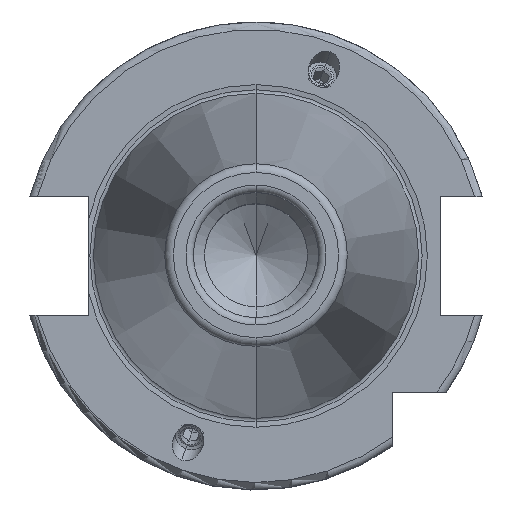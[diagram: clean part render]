
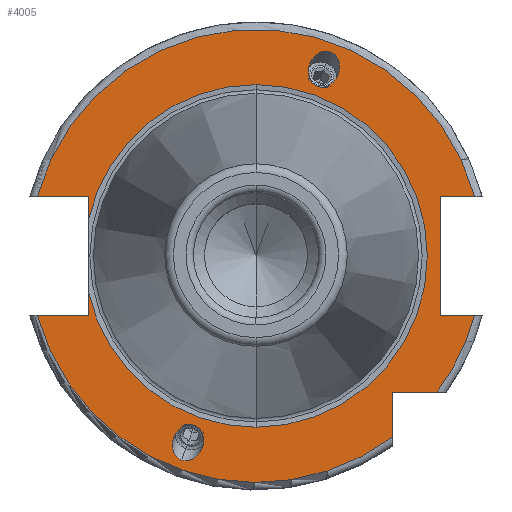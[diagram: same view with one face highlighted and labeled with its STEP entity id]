
A CAD part, top view. The second image highlights one B-rep face of the part: STEP entity #4005.
In plain terms, the highlighted planar face has unit normal (0, 0, 1).
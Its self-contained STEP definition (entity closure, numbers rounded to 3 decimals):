
#301=CARTESIAN_POINT('',(0,0,18.1));
#302=DIRECTION('',(0,0,1));
#303=DIRECTION('',(0,1,0));
#304=AXIS2_PLACEMENT_3D('',#301,#302,#303);
#314=CARTESIAN_POINT('',(0,0,18.1));
#315=DIRECTION('',(0,0,1));
#316=DIRECTION('',(-0.976,-0.22,0));
#317=AXIS2_PLACEMENT_3D('',#314,#315,#316);
#738=CARTESIAN_POINT('',(0,0,18.1));
#739=DIRECTION('',(0,0,1));
#740=DIRECTION('',(0.965,0.262,0));
#741=AXIS2_PLACEMENT_3D('',#738,#739,#740);
#789=CARTESIAN_POINT('',(0,0,18.1));
#790=DIRECTION('',(0,0,1));
#791=DIRECTION('',(-0.965,-0.262,0));
#792=AXIS2_PLACEMENT_3D('',#789,#790,#791);
#805=DIRECTION('',(1,0,0));
#806=VECTOR('',#805,7.004);
#807=CARTESIAN_POINT('',(-29.704,-8.05,18.1));
#808=LINE('',#807,#806);
#809=DIRECTION('',(0,1,0));
#810=VECTOR('',#809,2.939);
#811=CARTESIAN_POINT('',(-22.7,-8.05,18.1));
#812=LINE('',#811,#810);
#813=DIRECTION('',(0,1,0));
#814=VECTOR('',#813,2.939);
#815=CARTESIAN_POINT('',(-22.7,5.111,18.1));
#816=LINE('',#815,#814);
#817=DIRECTION('',(1,0,0));
#818=VECTOR('',#817,7.004);
#819=CARTESIAN_POINT('',(-29.704,8.05,18.1));
#820=LINE('',#819,#818);
#821=DIRECTION('',(-1,0,0));
#822=VECTOR('',#821,4.704);
#823=CARTESIAN_POINT('',(29.704,8.05,18.1));
#824=LINE('',#823,#822);
#825=DIRECTION('',(0,-1,0));
#826=VECTOR('',#825,16.1);
#827=CARTESIAN_POINT('',(25,8.05,18.1));
#828=LINE('',#827,#826);
#829=DIRECTION('',(-1,0,0));
#830=VECTOR('',#829,4.704);
#831=CARTESIAN_POINT('',(29.704,-8.05,18.1));
#832=LINE('',#831,#830);
#833=CARTESIAN_POINT('',(0,0,18.1));
#834=DIRECTION('',(0,0,1));
#835=DIRECTION('',(0.799,-0.601,0));
#836=AXIS2_PLACEMENT_3D('',#833,#834,#835);
#838=DIRECTION('',(-1,0,0));
#839=VECTOR('',#838,6.094);
#840=CARTESIAN_POINT('',(24.594,-18.5,18.1));
#841=LINE('',#840,#839);
#842=DIRECTION('',(0,1,0));
#843=VECTOR('',#842,6.094);
#844=CARTESIAN_POINT('',(18.5,-24.594,18.1));
#845=LINE('',#844,#843);
#846=CARTESIAN_POINT('',(8.379,23.02,18.1));
#847=CARTESIAN_POINT('',(8.152,23.103,18.1));
#848=CARTESIAN_POINT('',(7.698,23.381,18.1));
#849=CARTESIAN_POINT('',(7.208,24.17,18.1));
#850=CARTESIAN_POINT('',(7.094,25.,18.1));
#851=CARTESIAN_POINT('',(7.174,25.641,18.1));
#852=CARTESIAN_POINT('',(7.298,26.077,18.1));
#853=CARTESIAN_POINT('',(7.483,26.49,18.1));
#854=CARTESIAN_POINT('',(7.834,27.033,18.1));
#855=CARTESIAN_POINT('',(8.455,27.594,18.1));
#856=CARTESIAN_POINT('',(9.337,27.884,18.1));
#857=CARTESIAN_POINT('',(9.863,27.806,18.1));
#858=CARTESIAN_POINT('',(10.09,27.723,18.1));
#860=CARTESIAN_POINT('',(10.09,27.723,18.1));
#861=CARTESIAN_POINT('',(10.318,27.641,18.1));
#862=CARTESIAN_POINT('',(10.771,27.362,18.1));
#863=CARTESIAN_POINT('',(11.261,26.573,18.1));
#864=CARTESIAN_POINT('',(11.375,25.744,18.1));
#865=CARTESIAN_POINT('',(11.295,25.103,18.1));
#866=CARTESIAN_POINT('',(11.171,24.667,18.1));
#867=CARTESIAN_POINT('',(10.986,24.253,18.1));
#868=CARTESIAN_POINT('',(10.635,23.711,18.1));
#869=CARTESIAN_POINT('',(10.014,23.149,18.1));
#870=CARTESIAN_POINT('',(9.133,22.859,18.1));
#871=CARTESIAN_POINT('',(8.606,22.937,18.1));
#872=CARTESIAN_POINT('',(8.379,23.02,18.1));
#874=CARTESIAN_POINT('',(-8.379,-23.02,18.1));
#875=CARTESIAN_POINT('',(-8.606,-22.937,18.1));
#876=CARTESIAN_POINT('',(-9.133,-22.859,18.1));
#877=CARTESIAN_POINT('',(-10.014,-23.149,18.1));
#878=CARTESIAN_POINT('',(-10.635,-23.711,18.1));
#879=CARTESIAN_POINT('',(-10.986,-24.253,18.1));
#880=CARTESIAN_POINT('',(-11.171,-24.667,18.1));
#881=CARTESIAN_POINT('',(-11.295,-25.103,18.1));
#882=CARTESIAN_POINT('',(-11.375,-25.744,18.1));
#883=CARTESIAN_POINT('',(-11.261,-26.573,18.1));
#884=CARTESIAN_POINT('',(-10.771,-27.362,18.1));
#885=CARTESIAN_POINT('',(-10.318,-27.641,18.1));
#886=CARTESIAN_POINT('',(-10.09,-27.723,18.1));
#888=CARTESIAN_POINT('',(-10.09,-27.723,18.1));
#889=CARTESIAN_POINT('',(-9.863,-27.806,18.1));
#890=CARTESIAN_POINT('',(-9.337,-27.884,18.1));
#891=CARTESIAN_POINT('',(-8.455,-27.594,18.1));
#892=CARTESIAN_POINT('',(-7.834,-27.033,18.1));
#893=CARTESIAN_POINT('',(-7.483,-26.49,18.1));
#894=CARTESIAN_POINT('',(-7.298,-26.077,18.1));
#895=CARTESIAN_POINT('',(-7.174,-25.641,18.1));
#896=CARTESIAN_POINT('',(-7.094,-25.,18.1));
#897=CARTESIAN_POINT('',(-7.208,-24.17,18.1));
#898=CARTESIAN_POINT('',(-7.698,-23.381,18.1));
#899=CARTESIAN_POINT('',(-8.152,-23.103,18.1));
#900=CARTESIAN_POINT('',(-8.379,-23.02,18.1));
#902=CARTESIAN_POINT('',(0,0,18.1));
#903=DIRECTION('',(0,0,-1));
#904=DIRECTION('',(0,1,0));
#905=AXIS2_PLACEMENT_3D('',#902,#903,#904);
#2666=CARTESIAN_POINT('',(-29.704,-8.05,18.1));
#2667=CARTESIAN_POINT('',(-22.7,-8.05,18.1));
#2668=VERTEX_POINT('',#2666);
#2669=VERTEX_POINT('',#2667);
#2670=CARTESIAN_POINT('',(-22.7,-5.111,18.1));
#2671=VERTEX_POINT('',#2670);
#2672=CARTESIAN_POINT('',(-22.7,5.111,18.1));
#2673=CARTESIAN_POINT('',(-22.7,8.05,18.1));
#2674=VERTEX_POINT('',#2672);
#2675=VERTEX_POINT('',#2673);
#2676=CARTESIAN_POINT('',(-29.704,8.05,18.1));
#2677=VERTEX_POINT('',#2676);
#2678=CARTESIAN_POINT('',(25,8.05,18.1));
#2679=CARTESIAN_POINT('',(25,-8.05,18.1));
#2680=VERTEX_POINT('',#2678);
#2681=VERTEX_POINT('',#2679);
#2682=CARTESIAN_POINT('',(29.704,-8.05,18.1));
#2683=VERTEX_POINT('',#2682);
#2684=CARTESIAN_POINT('',(29.704,8.05,18.1));
#2685=VERTEX_POINT('',#2684);
#2686=CARTESIAN_POINT('',(18.5,-24.594,18.1));
#2687=CARTESIAN_POINT('',(18.5,-18.5,18.1));
#2688=VERTEX_POINT('',#2686);
#2689=VERTEX_POINT('',#2687);
#2690=CARTESIAN_POINT('',(24.594,-18.5,18.1));
#2691=VERTEX_POINT('',#2690);
#2738=CARTESIAN_POINT('',(0,23.268,18.1));
#2739=VERTEX_POINT('',#2738);
#2740=CARTESIAN_POINT('',(0,-23.268,18.1));
#2741=VERTEX_POINT('',#2740);
#2782=CARTESIAN_POINT('',(8.379,23.02,18.1));
#2784=VERTEX_POINT('',#2782);
#2790=VERTEX_POINT('',#858);
#2811=CARTESIAN_POINT('',(-8.379,-23.02,18.1));
#2813=VERTEX_POINT('',#2811);
#2819=CARTESIAN_POINT('',(-10.09,-27.723,18.1));
#2820=VERTEX_POINT('',#2819);
#3967=CARTESIAN_POINT('',(0,0,18.1));
#3968=DIRECTION('',(0,0,-1));
#3969=DIRECTION('',(0,-1,0));
#3970=AXIS2_PLACEMENT_3D('',#3967,#3968,#3969);
#3971=PLANE('',#3970);
#3972=ORIENTED_EDGE('',*,*,#3485,.T.);
#3973=ORIENTED_EDGE('',*,*,#3396,.T.);
#3974=ORIENTED_EDGE('',*,*,#3379,.T.);
#3976=ORIENTED_EDGE('',*,*,#3975,.F.);
#3977=ORIENTED_EDGE('',*,*,#3372,.T.);
#3978=ORIENTED_EDGE('',*,*,#3393,.T.);
#3979=ORIENTED_EDGE('',*,*,#3897,.F.);
#3980=ORIENTED_EDGE('',*,*,#3944,.F.);
#3982=ORIENTED_EDGE('',*,*,#3981,.T.);
#3984=ORIENTED_EDGE('',*,*,#3983,.T.);
#3985=ORIENTED_EDGE('',*,*,#3555,.F.);
#3986=ORIENTED_EDGE('',*,*,#3934,.F.);
#3987=ORIENTED_EDGE('',*,*,#3839,.T.);
#3989=ORIENTED_EDGE('',*,*,#3988,.F.);
#3990=ORIENTED_EDGE('',*,*,#3960,.F.);
#3991=EDGE_LOOP('',(#3972,#3973,#3974,#3976,#3977,#3978,#3979,#3980,#3982,#3984,
#3985,#3986,#3987,#3989,#3990));
#3992=FACE_OUTER_BOUND('',#3991,.F.);
#3994=ORIENTED_EDGE('',*,*,#3993,.F.);
#3996=ORIENTED_EDGE('',*,*,#3995,.F.);
#3997=EDGE_LOOP('',(#3994,#3996));
#3998=FACE_BOUND('',#3997,.F.);
#4000=ORIENTED_EDGE('',*,*,#3999,.T.);
#4002=ORIENTED_EDGE('',*,*,#4001,.T.);
#4003=EDGE_LOOP('',(#4000,#4002));
#4004=FACE_BOUND('',#4003,.F.);
#4005=ADVANCED_FACE('',(#3992,#3998,#4004),#3971,.F.);
#305=CIRCLE('',#304,23.268);
#318=CIRCLE('',#317,23.268);
#742=CIRCLE('',#741,30.775);
#793=CIRCLE('',#792,30.775);
#837=CIRCLE('',#836,30.775);
#859=B_SPLINE_CURVE_WITH_KNOTS('',3,(#846,#847,#848,#849,#850,#851,#852,#853,
#854,#855,#856,#857,#858),.UNSPECIFIED.,.F.,.F.,(4,1,1,1,1,1,1,1,1,1,4),(0,
0.125,0.25,0.375,0.438,0.5,0.563,0.625,0.75,0.875,1),
.UNSPECIFIED.);
#873=B_SPLINE_CURVE_WITH_KNOTS('',3,(#860,#861,#862,#863,#864,#865,#866,#867,
#868,#869,#870,#871,#872),.UNSPECIFIED.,.F.,.F.,(4,1,1,1,1,1,1,1,1,1,4),(0,
0.125,0.25,0.375,0.438,0.5,0.563,0.625,0.75,0.875,1),
.UNSPECIFIED.);
#887=B_SPLINE_CURVE_WITH_KNOTS('',3,(#874,#875,#876,#877,#878,#879,#880,#881,
#882,#883,#884,#885,#886),.UNSPECIFIED.,.F.,.F.,(4,1,1,1,1,1,1,1,1,1,4),(0,
0.125,0.25,0.375,0.438,0.5,0.563,0.625,0.75,0.875,1),
.UNSPECIFIED.);
#901=B_SPLINE_CURVE_WITH_KNOTS('',3,(#888,#889,#890,#891,#892,#893,#894,#895,
#896,#897,#898,#899,#900),.UNSPECIFIED.,.F.,.F.,(4,1,1,1,1,1,1,1,1,1,4),(0,
0.125,0.25,0.375,0.438,0.5,0.563,0.625,0.75,0.875,1),
.UNSPECIFIED.);
#906=CIRCLE('',#905,23.268);
#3372=EDGE_CURVE('',#2739,#2674,#305,.T.);
#3379=EDGE_CURVE('',#2671,#2741,#318,.T.);
#3393=EDGE_CURVE('',#2674,#2675,#816,.T.);
#3396=EDGE_CURVE('',#2669,#2671,#812,.T.);
#3485=EDGE_CURVE('',#2668,#2669,#808,.T.);
#3555=EDGE_CURVE('',#2683,#2681,#832,.T.);
#3839=EDGE_CURVE('',#2691,#2689,#841,.T.);
#3897=EDGE_CURVE('',#2677,#2675,#820,.T.);
#3934=EDGE_CURVE('',#2691,#2683,#837,.T.);
#3944=EDGE_CURVE('',#2685,#2677,#742,.T.);
#3960=EDGE_CURVE('',#2668,#2688,#793,.T.);
#3975=EDGE_CURVE('',#2739,#2741,#906,.T.);
#3981=EDGE_CURVE('',#2685,#2680,#824,.T.);
#3983=EDGE_CURVE('',#2680,#2681,#828,.T.);
#3988=EDGE_CURVE('',#2688,#2689,#845,.T.);
#3993=EDGE_CURVE('',#2784,#2790,#859,.T.);
#3995=EDGE_CURVE('',#2790,#2784,#873,.T.);
#3999=EDGE_CURVE('',#2813,#2820,#887,.T.);
#4001=EDGE_CURVE('',#2820,#2813,#901,.T.);
